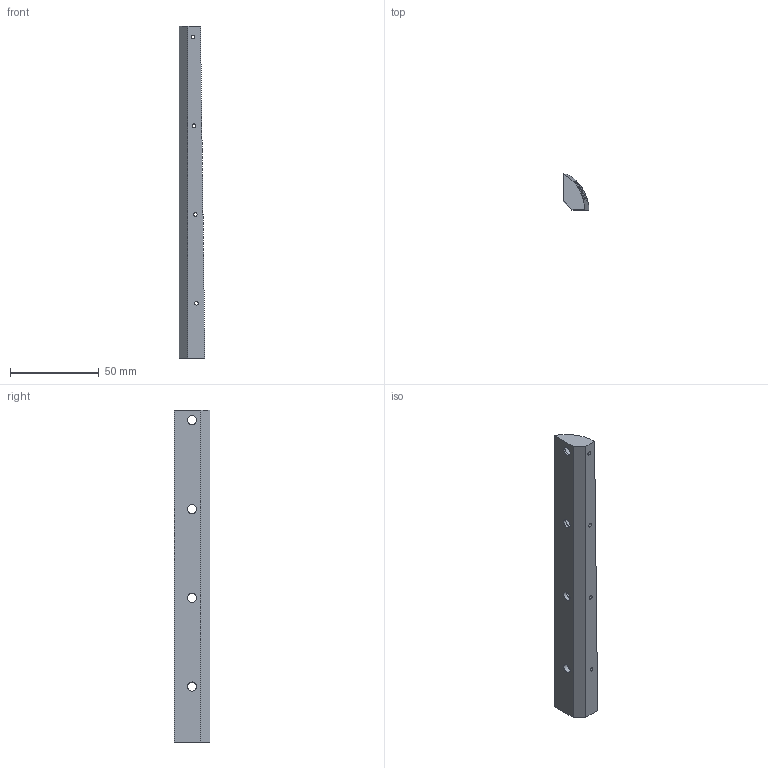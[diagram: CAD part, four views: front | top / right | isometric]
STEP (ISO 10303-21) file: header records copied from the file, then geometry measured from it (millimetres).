
FILE_DESCRIPTION(/* description */ ('STEP AP242','CAx-IF Rec.Pracs.---Representation and Presentation of Product Manufacturing Information (PMI)---4.0---2014-10-13','CAx-IF Rec.Pracs.---3D Tessellated Geometry---0.4---2014-09-14','2;1'),/* implementation_level */ '2;1');
FILE_NAME(/* name */ 'ExoGuitar Neck - Neck - Top Left',/* time_stamp */ '2025-01-11T06:49:24Z',/* author */ (''),/* organization */ (''),/* preprocessor_version */ 'ST-DEVELOPER v20',/* originating_system */ 'ONSHAPE BY PTC INC, 1.192',/* authorisation */ ' ');
FILE_SCHEMA (('AP242_MANAGED_MODEL_BASED_3D_ENGINEERING_MIM_LF { 1 0 10303 442 1 1 4 }'));
Length unit declared in the file: metre
Products named in the file (1): Neck - Top Left
Bounding box: 14.54 x 20 x 187.01 mm (x, y, z)
Volume: 31496.9 mm3; surface area: 11978.2 mm2
Topology: 1 solids, 1 shells, 35 faces, 82 edges, 57 vertices
Faces by surface type: cylinder 21, plane 14
Full cylindrical faces by diameter (mm): 2.1 x4, 4 x4, 5.2 x4, 10 x4
Entity records: 997 total; most frequent: CARTESIAN_POINT 273, DIRECTION 137, ORIENTED_EDGE 110, EDGE_LOOP 75, FACE_BOUND 75, AXIS2_PLACEMENT_3D 62, EDGE_CURVE 55, VERTEX_POINT 46
